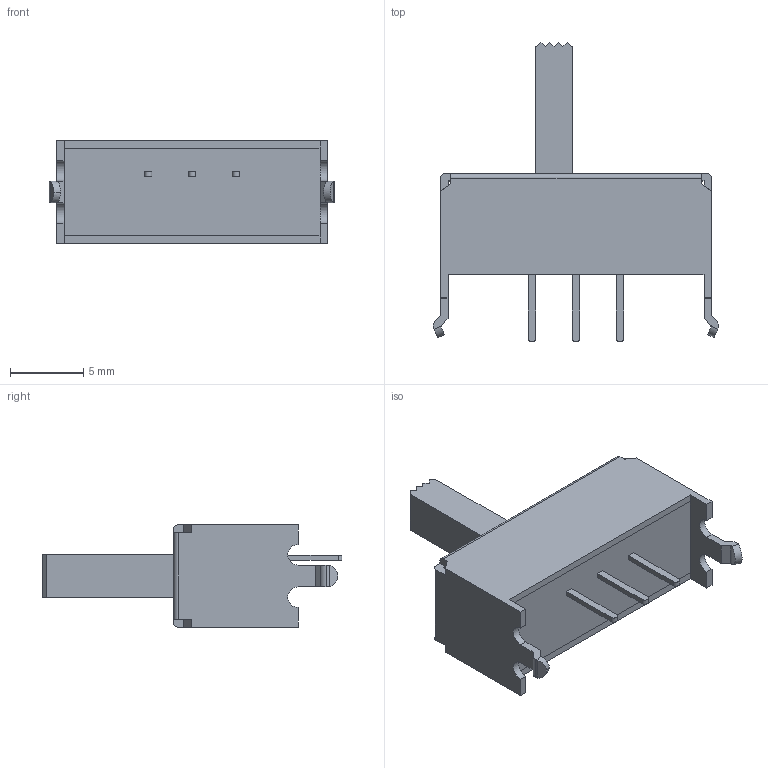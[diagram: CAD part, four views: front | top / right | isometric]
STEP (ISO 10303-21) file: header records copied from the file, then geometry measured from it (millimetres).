
FILE_DESCRIPTION (( 'STEP AP214' ), '1' );
FILE_NAME ('SSSU012200.STEP', '2011-04-04T06:33:42', ( '' ), ( '' ), 'SwSTEP 2.0', 'SolidWorks 2007', '' );
FILE_SCHEMA (( 'AUTOMOTIVE_DESIGN' ));
Length unit declared in the file: millimetre
Products named in the file (1): SSSU012200
Bounding box: 19.5 x 20.5 x 7 mm (x, y, z)
Volume: 962.4 mm3; surface area: 824.9 mm2
Topology: 1 solids, 1 shells, 100 faces, 286 edges, 188 vertices
Faces by surface type: plane 76, cylinder 24
Entity records: 3610 total; most frequent: CARTESIAN_POINT 575, ORIENTED_EDGE 572, DIRECTION 540, EDGE_CURVE 286, VECTOR 234, LINE 234, VERTEX_POINT 188, AXIS2_PLACEMENT_3D 153
